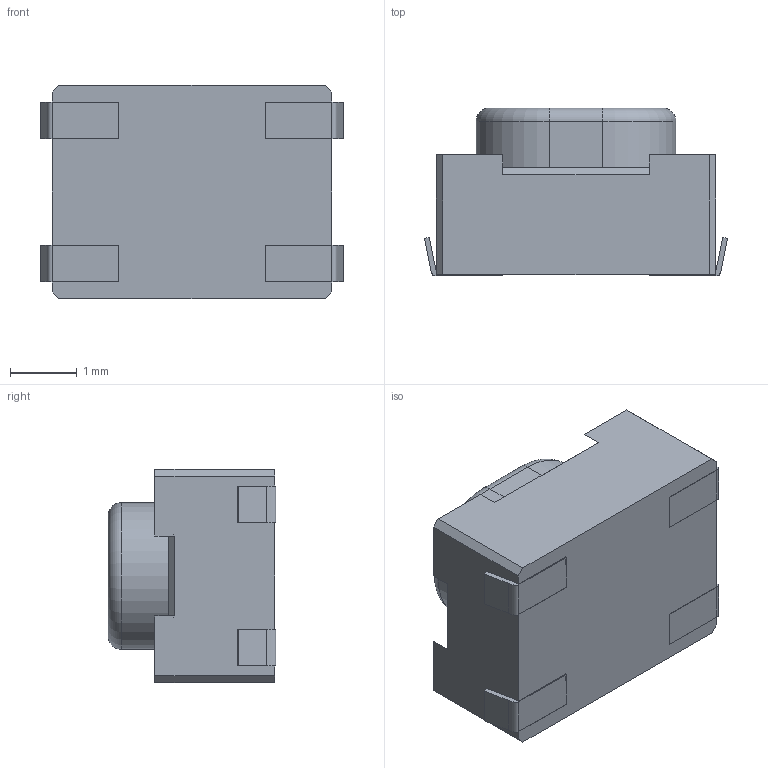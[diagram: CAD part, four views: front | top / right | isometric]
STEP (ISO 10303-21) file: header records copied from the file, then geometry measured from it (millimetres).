
FILE_DESCRIPTION(/* description */ (''),/* implementation_level */ '2;1');
FILE_NAME(/* name */ '434133025816 v5.step',/* time_stamp */ '2021-09-25T15:36:17-04:00',/* author */ (''),/* organization */ (''),/* preprocessor_version */ 'ST-DEVELOPER v18.1',/* originating_system */ 'Autodesk Translation Framework v10.10.0.1391',/* authorisation */ '');
FILE_SCHEMA (('AUTOMOTIVE_DESIGN { 1 0 10303 214 3 1 1 }'));
Length unit declared in the file: millimetre
Products named in the file (1): 434133025816
Bounding box: 4.55 x 2.52 x 3.2 mm (x, y, z)
Volume: 26.8 mm3; surface area: 65.1 mm2
Topology: 1 solids, 1 shells, 68 faces, 188 edges, 124 vertices
Faces by surface type: plane 56, cylinder 6, bspline 4, torus 2
Entity records: 2407 total; most frequent: CARTESIAN_POINT 609, ORIENTED_EDGE 376, DIRECTION 324, EDGE_CURVE 188, LINE 166, VECTOR 166, VERTEX_POINT 124, AXIS2_PLACEMENT_3D 79
